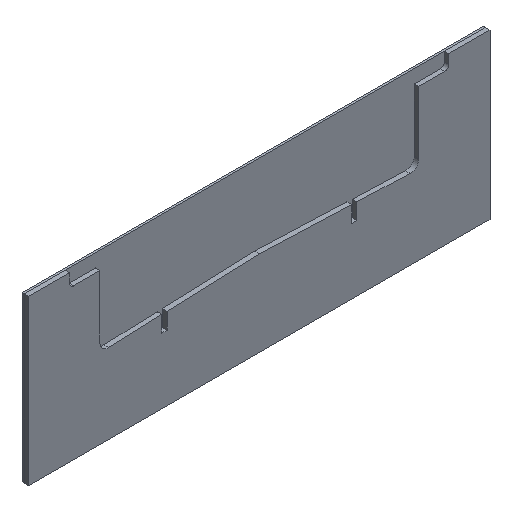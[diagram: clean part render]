
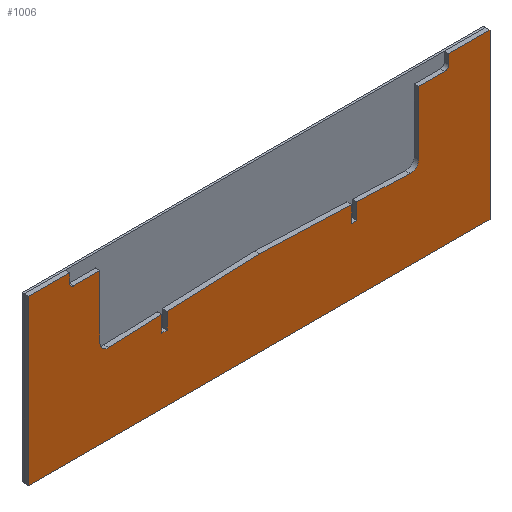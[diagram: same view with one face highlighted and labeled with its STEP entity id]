
A CAD part, isometric view. The second image highlights one B-rep face of the part: STEP entity #1006.
In plain terms, the highlighted planar face has unit normal (0, -1, 0).
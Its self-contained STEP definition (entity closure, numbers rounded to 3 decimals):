
#315=DIRECTION('',(1.,0.,0.));
#316=VECTOR('',#315,25.5);
#317=CARTESIAN_POINT('',(155.5,-2.5,67.));
#318=LINE('7050',#317,#316);
#323=DIRECTION('',(0.,0.,-1.));
#324=VECTOR('',#323,9.);
#325=CARTESIAN_POINT('',(185.,-2.5,80.));
#326=LINE('7051',#325,#324);
#330=DIRECTION('',(-1.,0.,0.));
#331=VECTOR('',#330,40.);
#332=CARTESIAN_POINT('',(225.,-2.5,80.));
#333=LINE('6865',#332,#331);
#337=DIRECTION('',(0.,0.,1.));
#338=VECTOR('',#337,160.);
#339=CARTESIAN_POINT('',(225.,-2.5,-80.));
#340=LINE('4885',#339,#338);
#344=DIRECTION('',(1.,0.,0.));
#345=VECTOR('',#344,450.);
#346=CARTESIAN_POINT('',(-225.,-2.5,-80.));
#347=LINE('4884',#346,#345);
#351=DIRECTION('',(0.,0.,-1.));
#352=VECTOR('',#351,160.);
#353=CARTESIAN_POINT('',(-225.,-2.5,80.));
#354=LINE('4887',#353,#352);
#358=DIRECTION('',(-1.,0.,0.));
#359=VECTOR('',#358,40.);
#360=CARTESIAN_POINT('',(-185.,-2.5,80.));
#361=LINE('6866',#360,#359);
#365=DIRECTION('',(0.,0.,-1.));
#366=VECTOR('',#365,9.);
#367=CARTESIAN_POINT('',(-185.,-2.5,80.));
#368=LINE('7048',#367,#366);
#372=DIRECTION('',(1.,0.,0.));
#373=VECTOR('',#372,25.5);
#374=CARTESIAN_POINT('',(-181.,-2.5,67.));
#375=LINE('7049',#374,#373);
#379=DIRECTION('',(0.,0.,-1.));
#380=VECTOR('',#379,61.16);
#381=CARTESIAN_POINT('',(-155.5,-2.5,67.));
#382=LINE('6959',#381,#380);
#386=DIRECTION('',(0.999,0.,0.038));
#387=VECTOR('',#386,52.231);
#388=CARTESIAN_POINT('',(-147.193,-2.5,-2.155));
#389=LINE('6960',#388,#387);
#393=DIRECTION('',(0.,0.,-1.));
#394=VECTOR('',#393,15.85);
#395=CARTESIAN_POINT('',(-95.,-2.5,-0.15));
#396=LINE('6854',#395,#394);
#400=DIRECTION('',(1.,0.,0.));
#401=VECTOR('',#400,5.);
#402=CARTESIAN_POINT('',(-95.,-2.5,-16.));
#403=LINE('6855',#402,#401);
#407=DIRECTION('',(0.,0.,1.));
#408=VECTOR('',#407,16.043);
#409=CARTESIAN_POINT('',(-90.,-2.5,-16.));
#410=LINE('6856',#409,#408);
#414=DIRECTION('',(0.999,0.,0.038));
#415=VECTOR('',#414,90.066);
#416=CARTESIAN_POINT('',(-90.,-2.5,0.043));
#417=LINE('6879',#416,#415);
#421=DIRECTION('',(0.999,0.,-0.038));
#422=VECTOR('',#421,90.066);
#423=CARTESIAN_POINT('',(0.,-2.5,3.5));
#424=LINE('6880',#423,#422);
#428=DIRECTION('',(0.,0.,-1.));
#429=VECTOR('',#428,16.043);
#430=CARTESIAN_POINT('',(90.,-2.5,0.043));
#431=LINE('6858',#430,#429);
#435=DIRECTION('',(1.,0.,0.));
#436=VECTOR('',#435,5.);
#437=CARTESIAN_POINT('',(90.,-2.5,-16.));
#438=LINE('6859',#437,#436);
#442=DIRECTION('',(0.,0.,1.));
#443=VECTOR('',#442,15.85);
#444=CARTESIAN_POINT('',(95.,-2.5,-16.));
#445=LINE('6860',#444,#443);
#449=DIRECTION('',(0.999,0.,-0.038));
#450=VECTOR('',#449,52.231);
#451=CARTESIAN_POINT('',(95.,-2.5,-0.15));
#452=LINE('6961',#451,#450);
#456=DIRECTION('',(0.,0.,1.));
#457=VECTOR('',#456,61.16);
#458=CARTESIAN_POINT('',(155.5,-2.5,5.84));
#459=LINE('6962',#458,#457);
#583=CARTESIAN_POINT('',(181.,-2.5,71.));
#584=DIRECTION('',(0.,1.,0.));
#585=DIRECTION('',(1.,0.,0.));
#586=AXIS2_PLACEMENT_3D('',#583,#584,#585);
#613=CARTESIAN_POINT('',(-181.,-2.5,71.));
#614=DIRECTION('',(0.,1.,0.));
#615=DIRECTION('',(0.,0.,-1.));
#616=AXIS2_PLACEMENT_3D('',#613,#614,#615);
#664=CARTESIAN_POINT('',(-147.5,-2.5,5.84));
#665=DIRECTION('',(0.,1.,0.));
#666=DIRECTION('',(0.038,0.,-0.999));
#667=AXIS2_PLACEMENT_3D('',#664,#665,#666);
#827=CARTESIAN_POINT('',(147.5,-2.5,5.84));
#828=DIRECTION('',(0.,1.,0.));
#829=DIRECTION('',(1.,0.,0.));
#830=AXIS2_PLACEMENT_3D('',#827,#828,#829);
#849=CARTESIAN_POINT('',(-225.,-2.5,-80.));
#850=CARTESIAN_POINT('',(225.,-2.5,-80.));
#851=VERTEX_POINT('',#849);
#852=VERTEX_POINT('',#850);
#853=CARTESIAN_POINT('',(225.,-2.5,80.));
#854=VERTEX_POINT('',#853);
#855=CARTESIAN_POINT('',(-225.,-2.5,80.));
#856=VERTEX_POINT('',#855);
#857=CARTESIAN_POINT('',(-95.,-2.5,-0.15));
#858=CARTESIAN_POINT('',(-95.,-2.5,-16.));
#859=VERTEX_POINT('',#857);
#860=VERTEX_POINT('',#858);
#861=CARTESIAN_POINT('',(-90.,-2.5,-16.));
#862=VERTEX_POINT('',#861);
#863=CARTESIAN_POINT('',(-90.,-2.5,0.043));
#864=VERTEX_POINT('',#863);
#865=CARTESIAN_POINT('',(90.,-2.5,0.043));
#866=CARTESIAN_POINT('',(90.,-2.5,-16.));
#867=VERTEX_POINT('',#865);
#868=VERTEX_POINT('',#866);
#869=CARTESIAN_POINT('',(95.,-2.5,-16.));
#870=VERTEX_POINT('',#869);
#871=CARTESIAN_POINT('',(95.,-2.5,-0.15));
#872=VERTEX_POINT('',#871);
#873=CARTESIAN_POINT('',(185.,-2.5,80.));
#874=VERTEX_POINT('',#873);
#875=CARTESIAN_POINT('',(-185.,-2.5,80.));
#876=VERTEX_POINT('',#875);
#877=CARTESIAN_POINT('',(0.,-2.5,3.5));
#878=VERTEX_POINT('',#877);
#879=CARTESIAN_POINT('',(-155.5,-2.5,67.));
#880=CARTESIAN_POINT('',(-155.5,-2.5,5.84));
#881=VERTEX_POINT('',#879);
#882=VERTEX_POINT('',#880);
#883=CARTESIAN_POINT('',(-147.193,-2.5,-2.155));
#884=VERTEX_POINT('',#883);
#885=CARTESIAN_POINT('',(147.193,-2.5,-2.155));
#886=VERTEX_POINT('',#885);
#887=CARTESIAN_POINT('',(155.5,-2.5,5.84));
#888=CARTESIAN_POINT('',(155.5,-2.5,67.));
#889=VERTEX_POINT('',#887);
#890=VERTEX_POINT('',#888);
#891=CARTESIAN_POINT('',(-185.,-2.5,71.));
#892=VERTEX_POINT('',#891);
#893=CARTESIAN_POINT('',(-181.,-2.5,67.));
#894=VERTEX_POINT('',#893);
#895=CARTESIAN_POINT('',(181.,-2.5,67.));
#896=VERTEX_POINT('',#895);
#897=CARTESIAN_POINT('',(185.,-2.5,71.));
#898=VERTEX_POINT('',#897);
#949=CARTESIAN_POINT('',(0.,-2.5,0.));
#950=DIRECTION('',(0.,-1.,0.));
#951=DIRECTION('',(1.,0.,0.));
#952=AXIS2_PLACEMENT_3D('',#949,#950,#951);
#953=PLANE('4883',#952);
#955=ORIENTED_EDGE('7050',*,*,#954,.T.);
#957=ORIENTED_EDGE('7054',*,*,#956,.F.);
#959=ORIENTED_EDGE('7051',*,*,#958,.F.);
#961=ORIENTED_EDGE('6865',*,*,#960,.F.);
#963=ORIENTED_EDGE('4885',*,*,#962,.F.);
#965=ORIENTED_EDGE('4884',*,*,#964,.F.);
#967=ORIENTED_EDGE('4887',*,*,#966,.F.);
#969=ORIENTED_EDGE('6866',*,*,#968,.F.);
#971=ORIENTED_EDGE('7048',*,*,#970,.T.);
#973=ORIENTED_EDGE('7052',*,*,#972,.F.);
#975=ORIENTED_EDGE('7049',*,*,#974,.T.);
#977=ORIENTED_EDGE('6959',*,*,#976,.T.);
#979=ORIENTED_EDGE('6963',*,*,#978,.F.);
#981=ORIENTED_EDGE('6960',*,*,#980,.T.);
#983=ORIENTED_EDGE('6854',*,*,#982,.T.);
#985=ORIENTED_EDGE('6855',*,*,#984,.T.);
#987=ORIENTED_EDGE('6856',*,*,#986,.T.);
#989=ORIENTED_EDGE('6879',*,*,#988,.T.);
#991=ORIENTED_EDGE('6880',*,*,#990,.T.);
#993=ORIENTED_EDGE('6858',*,*,#992,.T.);
#995=ORIENTED_EDGE('6859',*,*,#994,.T.);
#997=ORIENTED_EDGE('6860',*,*,#996,.T.);
#999=ORIENTED_EDGE('6961',*,*,#998,.T.);
#1001=ORIENTED_EDGE('6965',*,*,#1000,.F.);
#1003=ORIENTED_EDGE('6962',*,*,#1002,.T.);
#1004=EDGE_LOOP('4883',(#955,#957,#959,#961,#963,#965,#967,#969,#971,#973,#975,
#977,#979,#981,#983,#985,#987,#989,#991,#993,#995,#997,#999,#1001,#1003));
#1005=FACE_OUTER_BOUND('4883',#1004,.F.);
#1006=ADVANCED_FACE('4883',(#1005),#953,.T.);
#587=CIRCLE('7054',#586,4.);
#617=CIRCLE('7052',#616,4.);
#668=CIRCLE('6963',#667,8.);
#831=CIRCLE('6965',#830,8.);
#954=EDGE_CURVE('7050',#890,#896,#318,.T.);
#956=EDGE_CURVE('7054',#898,#896,#587,.T.);
#958=EDGE_CURVE('7051',#874,#898,#326,.T.);
#960=EDGE_CURVE('6865',#854,#874,#333,.T.);
#962=EDGE_CURVE('4885',#852,#854,#340,.T.);
#964=EDGE_CURVE('4884',#851,#852,#347,.T.);
#966=EDGE_CURVE('4887',#856,#851,#354,.T.);
#968=EDGE_CURVE('6866',#876,#856,#361,.T.);
#970=EDGE_CURVE('7048',#876,#892,#368,.T.);
#972=EDGE_CURVE('7052',#894,#892,#617,.T.);
#974=EDGE_CURVE('7049',#894,#881,#375,.T.);
#976=EDGE_CURVE('6959',#881,#882,#382,.T.);
#978=EDGE_CURVE('6963',#884,#882,#668,.T.);
#980=EDGE_CURVE('6960',#884,#859,#389,.T.);
#982=EDGE_CURVE('6854',#859,#860,#396,.T.);
#984=EDGE_CURVE('6855',#860,#862,#403,.T.);
#986=EDGE_CURVE('6856',#862,#864,#410,.T.);
#988=EDGE_CURVE('6879',#864,#878,#417,.T.);
#990=EDGE_CURVE('6880',#878,#867,#424,.T.);
#992=EDGE_CURVE('6858',#867,#868,#431,.T.);
#994=EDGE_CURVE('6859',#868,#870,#438,.T.);
#996=EDGE_CURVE('6860',#870,#872,#445,.T.);
#998=EDGE_CURVE('6961',#872,#886,#452,.T.);
#1000=EDGE_CURVE('6965',#889,#886,#831,.T.);
#1002=EDGE_CURVE('6962',#889,#890,#459,.T.);
